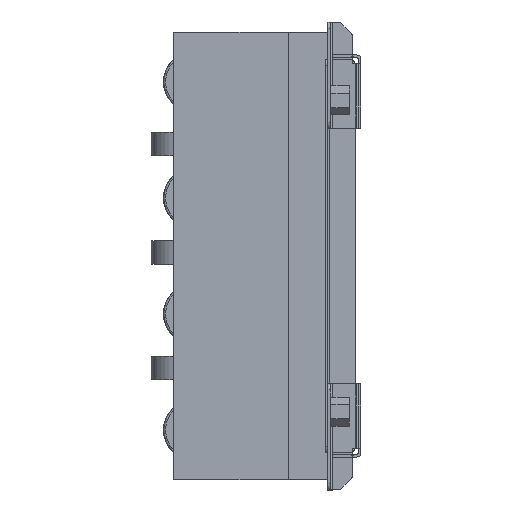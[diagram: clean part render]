
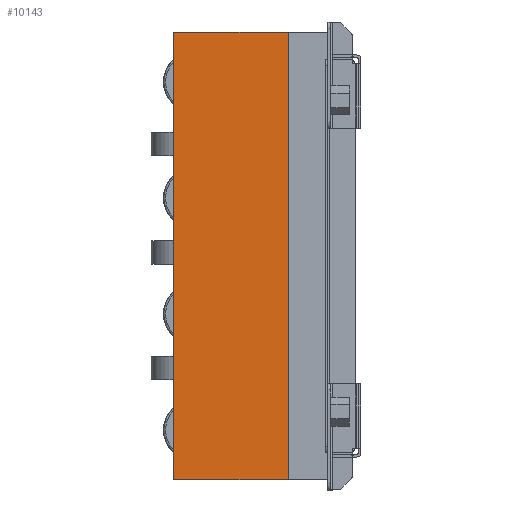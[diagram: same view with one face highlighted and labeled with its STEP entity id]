
A CAD part, left-side view. The second image highlights one B-rep face of the part: STEP entity #10143.
In plain terms, the highlighted planar face has unit normal (-1, 0, 0).
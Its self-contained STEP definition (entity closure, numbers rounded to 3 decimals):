
#1245=FACE_OUTER_BOUND('',#1818,.T.);
#1818=EDGE_LOOP('',(#9358,#9359,#9360,#9361));
#2995=LINE('',#20158,#3722);
#3005=LINE('',#20177,#3732);
#3006=LINE('',#20179,#3733);
#3007=LINE('',#20180,#3734);
#3722=VECTOR('',#13846,362.);
#3732=VECTOR('',#13862,362.);
#3733=VECTOR('',#13865,93.);
#3734=VECTOR('',#13866,93.);
#4745=VERTEX_POINT('',#20155);
#4746=VERTEX_POINT('',#20157);
#4751=VERTEX_POINT('',#20173);
#4752=VERTEX_POINT('',#20175);
#6283=EDGE_CURVE('',#4745,#4746,#2995,.T.);
#6293=EDGE_CURVE('',#4751,#4752,#3005,.T.);
#6294=EDGE_CURVE('',#4751,#4745,#3006,.T.);
#6295=EDGE_CURVE('',#4746,#4752,#3007,.T.);
#9358=ORIENTED_EDGE('',*,*,#6294,.F.);
#9359=ORIENTED_EDGE('',*,*,#6293,.T.);
#9360=ORIENTED_EDGE('',*,*,#6295,.F.);
#9361=ORIENTED_EDGE('',*,*,#6283,.F.);
#9609=PLANE('',#11143);
#10143=ADVANCED_FACE('',(#1245),#9609,.T.);
#11143=AXIS2_PLACEMENT_3D('',#20178,#13863,#13864);
#13846=DIRECTION('',(0.,0.,-1.));
#13862=DIRECTION('',(0.,0.,-1.));
#13863=DIRECTION('center_axis',(-1.,0.,0.));
#13864=DIRECTION('ref_axis',(0.,1.,0.));
#13865=DIRECTION('',(0.,-1.,0.));
#13866=DIRECTION('',(0.,1.,0.));
#20155=CARTESIAN_POINT('',(2.47,44.937,0.));
#20157=CARTESIAN_POINT('',(2.47,44.937,-362.));
#20158=CARTESIAN_POINT('',(2.47,44.937,0.));
#20173=CARTESIAN_POINT('',(2.47,137.937,0.));
#20175=CARTESIAN_POINT('',(2.47,137.937,-362.));
#20177=CARTESIAN_POINT('',(2.47,137.937,0.));
#20178=CARTESIAN_POINT('Origin',(2.47,44.937,0.));
#20179=CARTESIAN_POINT('',(2.47,137.937,0.));
#20180=CARTESIAN_POINT('',(2.47,137.937,-362.));
